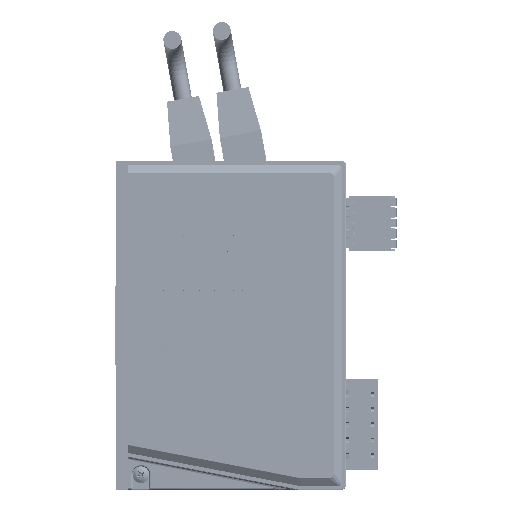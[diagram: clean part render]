
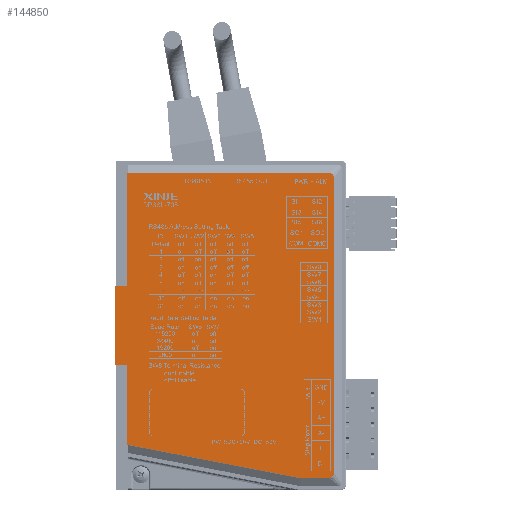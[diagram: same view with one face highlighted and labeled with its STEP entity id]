
A CAD part, left-side view. The second image highlights one B-rep face of the part: STEP entity #144850.
In plain terms, the highlighted planar face has unit normal (-1, 0, 0).
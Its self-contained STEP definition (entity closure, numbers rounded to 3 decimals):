
#140606=CARTESIAN_POINT('Vertex',(451.508,-133.442,121.036)) ;
#140610=CARTESIAN_POINT('Control Point',(451.508,-76.27,132.059)) ;
#140611=CARTESIAN_POINT('Control Point',(451.508,-95.327,128.385)) ;
#140612=CARTESIAN_POINT('Control Point',(451.508,-114.385,124.71)) ;
#140613=CARTESIAN_POINT('Control Point',(451.508,-133.442,121.036)) ;
#140614=CARTESIAN_POINT('Vertex',(451.508,-76.27,132.059)) ;
#140647=CARTESIAN_POINT('Vertex',(451.508,-134.132,120.972)) ;
#140651=CARTESIAN_POINT('Control Point',(451.508,-133.442,121.036)) ;
#140652=CARTESIAN_POINT('Control Point',(451.508,-133.677,121.002)) ;
#140653=CARTESIAN_POINT('Control Point',(451.508,-133.908,120.98)) ;
#140654=CARTESIAN_POINT('Control Point',(451.508,-134.132,120.972)) ;
#140673=CARTESIAN_POINT('Vertex',(451.508,-142.358,120.975)) ;
#140676=CARTESIAN_POINT('Line Origine',(451.508,-138.242,120.975)) ;
#140705=CARTESIAN_POINT('Vertex',(451.508,-143.74,120.976)) ;
#140709=CARTESIAN_POINT('Control Point',(451.508,-143.74,120.976)) ;
#140710=CARTESIAN_POINT('Control Point',(451.508,-143.279,120.975)) ;
#140711=CARTESIAN_POINT('Control Point',(451.508,-142.818,120.974)) ;
#140712=CARTESIAN_POINT('Control Point',(451.508,-142.358,120.975)) ;
#140739=CARTESIAN_POINT('Vertex',(451.508,-145.209,122.445)) ;
#140743=CARTESIAN_POINT('Control Point',(451.508,-145.209,122.445)) ;
#140744=CARTESIAN_POINT('Control Point',(451.508,-145.215,121.664)) ;
#140745=CARTESIAN_POINT('Control Point',(451.508,-144.52,120.969)) ;
#140746=CARTESIAN_POINT('Control Point',(451.508,-143.74,120.976)) ;
#140774=CARTESIAN_POINT('Vertex',(451.508,-145.21,123.827)) ;
#140778=CARTESIAN_POINT('Control Point',(451.508,-145.21,123.827)) ;
#140779=CARTESIAN_POINT('Control Point',(451.508,-145.21,123.366)) ;
#140780=CARTESIAN_POINT('Control Point',(451.508,-145.21,122.905)) ;
#140781=CARTESIAN_POINT('Control Point',(451.508,-145.209,122.445)) ;
#140799=CARTESIAN_POINT('Vertex',(451.508,-145.21,220.003)) ;
#140802=CARTESIAN_POINT('Line Origine',(451.508,-145.21,171.915)) ;
#140831=CARTESIAN_POINT('Vertex',(451.508,-145.209,221.385)) ;
#140835=CARTESIAN_POINT('Control Point',(451.508,-145.209,221.385)) ;
#140836=CARTESIAN_POINT('Control Point',(451.508,-145.21,220.925)) ;
#140837=CARTESIAN_POINT('Control Point',(451.508,-145.21,220.464)) ;
#140838=CARTESIAN_POINT('Control Point',(451.508,-145.21,220.003)) ;
#140861=CARTESIAN_POINT('Control Point',(451.508,-143.74,222.854)) ;
#140862=CARTESIAN_POINT('Control Point',(451.508,-144.52,222.86)) ;
#140863=CARTESIAN_POINT('Control Point',(451.508,-145.216,222.165)) ;
#140864=CARTESIAN_POINT('Control Point',(451.508,-145.209,221.385)) ;
#140865=CARTESIAN_POINT('Vertex',(451.508,-143.74,222.854)) ;
#140906=CARTESIAN_POINT('Vertex',(451.508,-142.358,222.855)) ;
#140910=CARTESIAN_POINT('Control Point',(451.508,-142.358,222.855)) ;
#140911=CARTESIAN_POINT('Control Point',(451.508,-142.818,222.855)) ;
#140912=CARTESIAN_POINT('Control Point',(451.508,-143.279,222.855)) ;
#140913=CARTESIAN_POINT('Control Point',(451.508,-143.74,222.854)) ;
#140927=CARTESIAN_POINT('Line Origine',(451.508,-109.314,222.855)) ;
#140931=CARTESIAN_POINT('Vertex',(451.508,-76.27,222.855)) ;
#144730=CARTESIAN_POINT('Vertex',(451.508,-72.52,158.615)) ;
#144733=CARTESIAN_POINT('Axis2P3D Location',(451.508,-72.52,158.865)) ;
#144737=CARTESIAN_POINT('Vertex',(451.508,-72.27,158.865)) ;
#144772=CARTESIAN_POINT('Vertex',(451.508,-72.27,184.965)) ;
#144776=CARTESIAN_POINT('Control Point',(451.508,-72.52,185.215)) ;
#144777=CARTESIAN_POINT('Control Point',(451.508,-72.421,185.215)) ;
#144778=CARTESIAN_POINT('Control Point',(451.508,-72.322,185.163)) ;
#144779=CARTESIAN_POINT('Control Point',(451.508,-72.27,185.063)) ;
#144780=CARTESIAN_POINT('Control Point',(451.508,-72.27,184.965)) ;
#144781=CARTESIAN_POINT('Vertex',(451.508,-72.52,185.215)) ;
#144796=CARTESIAN_POINT('Axis2P3D Location',(451.508,-153.114,233.653)) ;
#144801=CARTESIAN_POINT('Line Origine',(451.508,-76.27,204.035)) ;
#144805=CARTESIAN_POINT('Vertex',(451.508,-76.27,185.215)) ;
#144808=CARTESIAN_POINT('Line Origine',(451.508,-74.395,185.215)) ;
#144813=CARTESIAN_POINT('Line Origine',(451.508,-72.27,171.915)) ;
#144818=CARTESIAN_POINT('Line Origine',(451.508,-74.395,158.615)) ;
#144822=CARTESIAN_POINT('Vertex',(451.508,-76.27,158.615)) ;
#144825=CARTESIAN_POINT('Line Origine',(451.508,-76.27,145.337)) ;
#140677=DIRECTION('Vector Direction',(0.,-1.,0.)) ;
#140803=DIRECTION('Vector Direction',(0.,0.,-1.)) ;
#140928=DIRECTION('Vector Direction',(0.,-1.,0.)) ;
#144734=DIRECTION('Axis2P3D Direction',(-1.,0.,0.)) ;
#144797=DIRECTION('Axis2P3D Direction',(-1.,0.,0.)) ;
#144798=DIRECTION('Axis2P3D XDirection',(0.,0.,-1.)) ;
#144802=DIRECTION('Vector Direction',(0.,0.,1.)) ;
#144809=DIRECTION('Vector Direction',(0.,-1.,0.)) ;
#144814=DIRECTION('Vector Direction',(0.,0.,1.)) ;
#144819=DIRECTION('Vector Direction',(0.,1.,0.)) ;
#144826=DIRECTION('Vector Direction',(0.,0.,1.)) ;
#144735=AXIS2_PLACEMENT_3D('Circle Axis2P3D',#144733,#144734,$) ;
#144799=AXIS2_PLACEMENT_3D('Plane Axis2P3D',#144796,#144797,#144798) ;
#144831=ORIENTED_EDGE('',*,*,#140806,.T.) ;
#144832=ORIENTED_EDGE('',*,*,#140839,.T.) ;
#144833=ORIENTED_EDGE('',*,*,#140867,.T.) ;
#144834=ORIENTED_EDGE('',*,*,#140914,.T.) ;
#144835=ORIENTED_EDGE('',*,*,#140933,.T.) ;
#144836=ORIENTED_EDGE('',*,*,#144807,.F.) ;
#144837=ORIENTED_EDGE('',*,*,#144812,.F.) ;
#144838=ORIENTED_EDGE('',*,*,#144783,.T.) ;
#144839=ORIENTED_EDGE('',*,*,#144817,.F.) ;
#144840=ORIENTED_EDGE('',*,*,#144739,.T.) ;
#144841=ORIENTED_EDGE('',*,*,#144824,.F.) ;
#144842=ORIENTED_EDGE('',*,*,#144829,.F.) ;
#144843=ORIENTED_EDGE('',*,*,#140616,.T.) ;
#144844=ORIENTED_EDGE('',*,*,#140655,.T.) ;
#144845=ORIENTED_EDGE('',*,*,#140680,.T.) ;
#144846=ORIENTED_EDGE('',*,*,#140713,.T.) ;
#144847=ORIENTED_EDGE('',*,*,#140747,.T.) ;
#144848=ORIENTED_EDGE('',*,*,#140782,.T.) ;
#140678=VECTOR('Line Direction',#140677,1.) ;
#140804=VECTOR('Line Direction',#140803,1.) ;
#140929=VECTOR('Line Direction',#140928,1.) ;
#144803=VECTOR('Line Direction',#144802,1.) ;
#144810=VECTOR('Line Direction',#144809,1.) ;
#144815=VECTOR('Line Direction',#144814,1.) ;
#144820=VECTOR('Line Direction',#144819,1.) ;
#144827=VECTOR('Line Direction',#144826,1.) ;
#144850=ADVANCED_FACE('BREP_WITH_VOIDS #23',(#144849),#144800,.T.) ;
#140609=B_SPLINE_CURVE_WITH_KNOTS('',3,(#140610,#140611,#140612,#140613),.UNSPECIFIED.,.F.,.U.,(4,4),(-29.113,29.113),.UNSPECIFIED.) ;
#140650=B_SPLINE_CURVE_WITH_KNOTS('',3,(#140651,#140652,#140653,#140654),.UNSPECIFIED.,.F.,.U.,(4,4),(0.,0.985),.UNSPECIFIED.) ;
#144775=B_SPLINE_CURVE_WITH_KNOTS('',4,(#144776,#144777,#144778,#144779,#144780),.UNSPECIFIED.,.F.,.U.,(5,5),(-0.196,0.196),.UNSPECIFIED.) ;
#144736=CIRCLE('generated circle',#144735,0.25) ;
#140616=EDGE_CURVE('',#140615,#140607,#140609,.T.) ;
#140655=EDGE_CURVE('',#140607,#140648,#140650,.T.) ;
#140680=EDGE_CURVE('',#140648,#140674,#140679,.T.) ;
#140713=EDGE_CURVE('',#140674,#140706,#140708,.F.) ;
#140747=EDGE_CURVE('',#140706,#140740,#140742,.F.) ;
#140782=EDGE_CURVE('',#140740,#140775,#140777,.F.) ;
#140806=EDGE_CURVE('',#140775,#140800,#140805,.F.) ;
#140839=EDGE_CURVE('',#140800,#140832,#140834,.F.) ;
#140867=EDGE_CURVE('',#140832,#140866,#140860,.F.) ;
#140914=EDGE_CURVE('',#140866,#140907,#140909,.F.) ;
#140933=EDGE_CURVE('',#140907,#140932,#140930,.F.) ;
#144739=EDGE_CURVE('',#144738,#144731,#144736,.T.) ;
#144783=EDGE_CURVE('',#144782,#144773,#144775,.T.) ;
#144807=EDGE_CURVE('',#144806,#140932,#144804,.T.) ;
#144812=EDGE_CURVE('',#144782,#144806,#144811,.T.) ;
#144817=EDGE_CURVE('',#144738,#144773,#144816,.T.) ;
#144824=EDGE_CURVE('',#144823,#144731,#144821,.T.) ;
#144829=EDGE_CURVE('',#140615,#144823,#144828,.T.) ;
#144830=EDGE_LOOP('',(#144831,#144832,#144833,#144834,#144835,#144836,#144837,#144838,#144839,#144840,#144841,#144842,#144843,#144844,#144845,#144846,#144847,#144848)) ;
#144849=FACE_OUTER_BOUND('',#144830,.T.) ;
#140679=LINE('Line',#140676,#140678) ;
#140805=LINE('Line',#140802,#140804) ;
#140930=LINE('Line',#140927,#140929) ;
#144804=LINE('Line',#144801,#144803) ;
#144811=LINE('Line',#144808,#144810) ;
#144816=LINE('Line',#144813,#144815) ;
#144821=LINE('Line',#144818,#144820) ;
#144828=LINE('Line',#144825,#144827) ;
#144800=PLANE('',#144799) ;
#140607=VERTEX_POINT('',#140606) ;
#140615=VERTEX_POINT('',#140614) ;
#140648=VERTEX_POINT('',#140647) ;
#140674=VERTEX_POINT('',#140673) ;
#140706=VERTEX_POINT('',#140705) ;
#140740=VERTEX_POINT('',#140739) ;
#140775=VERTEX_POINT('',#140774) ;
#140800=VERTEX_POINT('',#140799) ;
#140832=VERTEX_POINT('',#140831) ;
#140866=VERTEX_POINT('',#140865) ;
#140907=VERTEX_POINT('',#140906) ;
#140932=VERTEX_POINT('',#140931) ;
#144731=VERTEX_POINT('',#144730) ;
#144738=VERTEX_POINT('',#144737) ;
#144773=VERTEX_POINT('',#144772) ;
#144782=VERTEX_POINT('',#144781) ;
#144806=VERTEX_POINT('',#144805) ;
#144823=VERTEX_POINT('',#144822) ;
#140708=(BOUNDED_CURVE()B_SPLINE_CURVE(3,(#140709,#140710,#140711,#140712),.UNSPECIFIED.,.F.,.U.)B_SPLINE_CURVE_WITH_KNOTS((4,4),(0.008,1.39),.UNSPECIFIED.)CURVE()GEOMETRIC_REPRESENTATION_ITEM()RATIONAL_B_SPLINE_CURVE((1.,1.,1.,1.))REPRESENTATION_ITEM('')) ;
#140742=(BOUNDED_CURVE()B_SPLINE_CURVE(3,(#140743,#140744,#140745,#140746),.UNSPECIFIED.,.F.,.U.)B_SPLINE_CURVE_WITH_KNOTS((4,4),(0.014,2.402),.UNSPECIFIED.)CURVE()GEOMETRIC_REPRESENTATION_ITEM()RATIONAL_B_SPLINE_CURVE((1.,1.,1.,1.))REPRESENTATION_ITEM('')) ;
#140777=(BOUNDED_CURVE()B_SPLINE_CURVE(3,(#140778,#140779,#140780,#140781),.UNSPECIFIED.,.F.,.U.)B_SPLINE_CURVE_WITH_KNOTS((4,4),(0.,1.382),.UNSPECIFIED.)CURVE()GEOMETRIC_REPRESENTATION_ITEM()RATIONAL_B_SPLINE_CURVE((1.,1.,1.,1.))REPRESENTATION_ITEM('')) ;
#140834=(BOUNDED_CURVE()B_SPLINE_CURVE(3,(#140835,#140836,#140837,#140838),.UNSPECIFIED.,.F.,.U.)B_SPLINE_CURVE_WITH_KNOTS((4,4),(0.008,1.39),.UNSPECIFIED.)CURVE()GEOMETRIC_REPRESENTATION_ITEM()RATIONAL_B_SPLINE_CURVE((1.,1.,1.,1.))REPRESENTATION_ITEM('')) ;
#140860=(BOUNDED_CURVE()B_SPLINE_CURVE(3,(#140861,#140862,#140863,#140864),.UNSPECIFIED.,.F.,.U.)B_SPLINE_CURVE_WITH_KNOTS((4,4),(0.014,2.403),.UNSPECIFIED.)CURVE()GEOMETRIC_REPRESENTATION_ITEM()RATIONAL_B_SPLINE_CURVE((1.,1.,1.,1.))REPRESENTATION_ITEM('')) ;
#140909=(BOUNDED_CURVE()B_SPLINE_CURVE(3,(#140910,#140911,#140912,#140913),.UNSPECIFIED.,.F.,.U.)B_SPLINE_CURVE_WITH_KNOTS((4,4),(0.,1.382),.UNSPECIFIED.)CURVE()GEOMETRIC_REPRESENTATION_ITEM()RATIONAL_B_SPLINE_CURVE((1.,1.,1.,1.))REPRESENTATION_ITEM('')) ;
